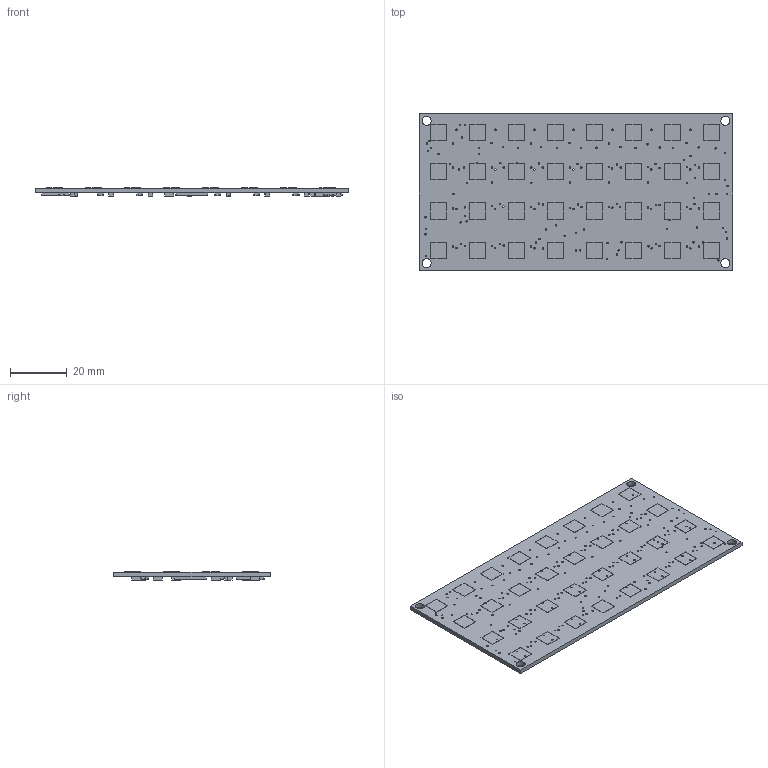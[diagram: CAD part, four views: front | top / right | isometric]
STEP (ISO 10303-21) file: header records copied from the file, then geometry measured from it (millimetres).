
FILE_DESCRIPTION(/* description */ (''),/* implementation_level */ '2;1');
FILE_NAME(/* name */ 'led_pcb.step',/* time_stamp */ '2018-07-30T22:19:01-04:00',/* author */ ('Krisztian Kurucz'),/* organization */ (''),/* preprocessor_version */ 'ST-DEVELOPER v17',/* originating_system */ 'Autodesk Translation Framework v7.1.0.215',/* authorisation */ '');
FILE_SCHEMA (('AUTOMOTIVE_DESIGN { 1 0 10303 214 3 1 1 }'));
Length unit declared in the file: millimetre
Products named in the file (7): led_pcb; PCB Component; Board; WS2813; 100nF; 0 OHM; POWER
Assembly tree (101 placements, depth 3):
  led_pcb
    PCB Component
      Board
      WS2813  x32
      100nF  x32
      0 OHM  x32
      POWER  x3
Bounding box: 110 x 55 x 2.82 mm (x, y, z)
Volume: 10048.8 mm3; surface area: 16931.3 mm2
Topology: 100 solids, 100 shells, 1053 faces, 2559 edges, 1706 vertices
Faces by surface type: plane 856, cylinder 197
Full cylindrical faces by diameter (mm): 0.508 x193, 3.15 x4
Entity records: 9928 total; most frequent: DIRECTION 1755, CARTESIAN_POINT 1468, ORIENTED_EDGE 1350, AXIS2_PLACEMENT_3D 737, EDGE_CURVE 675, EDGE_LOOP 629, VERTEX_POINT 450, FACE_BOUND 394
